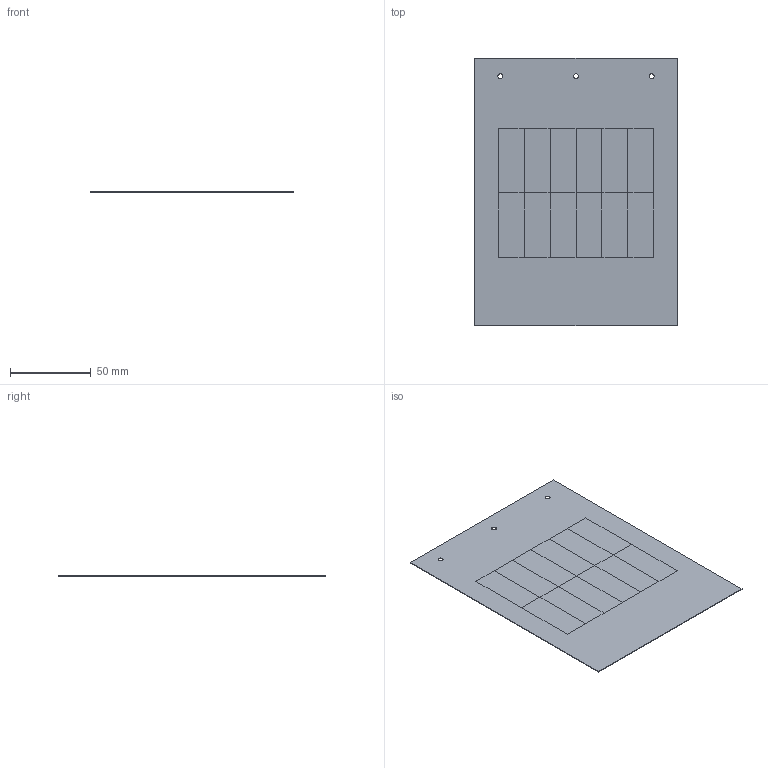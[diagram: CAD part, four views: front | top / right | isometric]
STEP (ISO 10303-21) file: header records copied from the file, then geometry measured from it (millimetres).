
FILE_DESCRIPTION((''),'2;1');
FILE_NAME('003903239_ES-TAP1640AW_ASM','2022-09-23T11:49:02',('klemen.sitar'),('Audax d.o.o.'),'CREO PARAMETRIC BY PTC INC, 2021304','CREO PARAMETRIC BY PTC INC, 2021304','');
FILE_SCHEMA(('AP242_MANAGED_MODEL_BASED_3D_ENGINEERING_MIM_LF { 1 0 10303 442 1 1 4 }'));
Length unit declared in the file: millimetre
Products named in the file (3): TARGHETTE_ADESIVE_40X16-6380_1; PRT0001; 003903239_ES-TAP1640AW_ASM
Assembly tree (2 placements, depth 2):
  003903239_ES-TAP1640AW_ASM
    TARGHETTE_ADESIVE_40X16-6380_1
    PRT0001
Bounding box: 125 x 165 x 0.4 mm (x, y, z)
Volume: 8241.5 mm3; surface area: 41988.5 mm2
Topology: 1 solids, 13 shells, 72 faces, 256 edges, 187 vertices
Faces by surface type: plane 66, cylinder 6
Entity records: 3631 total; most frequent: CARTESIAN_POINT 480, DIRECTION 432, ORIENTED_EDGE 320, PRESENTATION_STYLE_ASSIGNMENT 261, STYLED_ITEM 261, CURVE_STYLE 259, VECTOR 242, LINE 242
